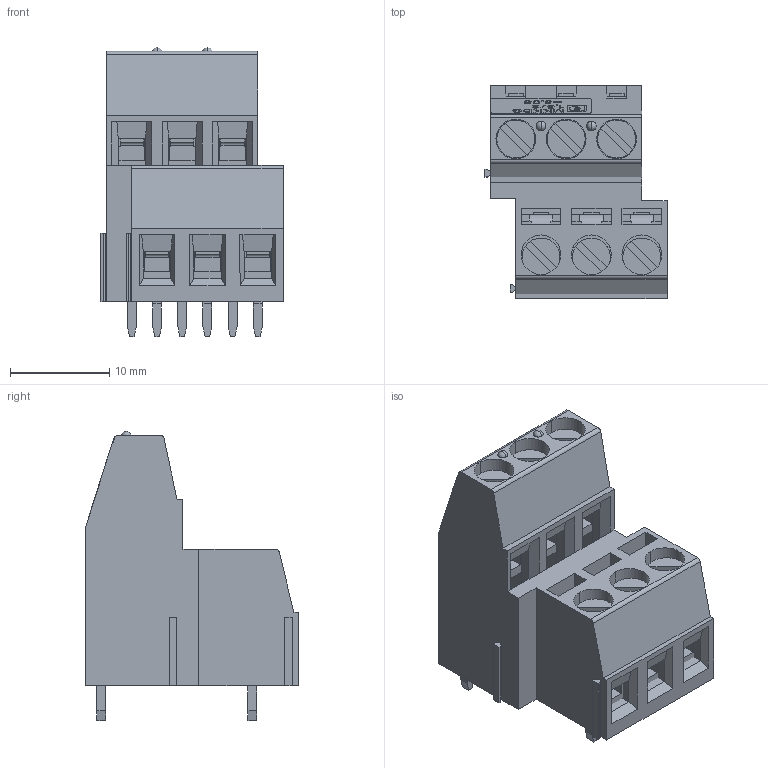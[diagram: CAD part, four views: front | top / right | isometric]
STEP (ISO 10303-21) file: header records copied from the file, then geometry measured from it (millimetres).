
FILE_DESCRIPTION(('Creo Elements/Direct Modeling STEP Export'),'2;1');
FILE_NAME('model.stp','2018-04-25T 8:02:47',(''),(''),'Creo Elements/Direct Modeling STEP processor for AP214 (Solid Model)','Creo Elements/Direct Modeling 18.1I 14-Aug-2016 (C) Parametric Technology GmbH','');
FILE_SCHEMA(('AUTOMOTIVE_DESIGN { 1 0 10303 214 1 1 1 1 }'));
Length unit declared in the file: millimetre
Products named in the file (8): LP_MKDS_1_5_3_5.1; LP_MKKDS_1_5_DRST; KK_MKDS_1_5.2; AC_MKDS_1_5_Laengsschlitz; KK_MKDS_1_5.1; AC_MKDS_1_5_Laengsschlitz.1; MKKDS_1.5-3-5.08-geh; MKKDS_1.5-3-5.08
Assembly tree (19 placements, depth 2):
  MKKDS_1.5-3-5.08
    LP_MKDS_1_5_3_5.1  x3
    KK_MKDS_1_5.1  x3
    AC_MKDS_1_5_Laengsschlitz.1  x3
    LP_MKKDS_1_5_DRST  x3
    KK_MKDS_1_5.2  x3
    AC_MKDS_1_5_Laengsschlitz  x3
    MKKDS_1.5-3-5.08-geh
Bounding box: 18.35 x 21.48 x 29.15 mm (x, y, z)
Volume: 3696.8 mm3; surface area: 7626.1 mm2
Topology: 19 solids, 19 shells, 1198 faces, 3342 edges, 2201 vertices
Faces by surface type: plane 1074, cylinder 103, extrusion 17, sphere 4
Entity records: 38078 total; most frequent: CARTESIAN_POINT 5889, ORIENTED_EDGE 5364, DIRECTION 4530, EDGE_CURVE 2682, VECTOR 2508, LINE 2491, VERTEX_POINT 1777, AXIS2_PLACEMENT_3D 1011
